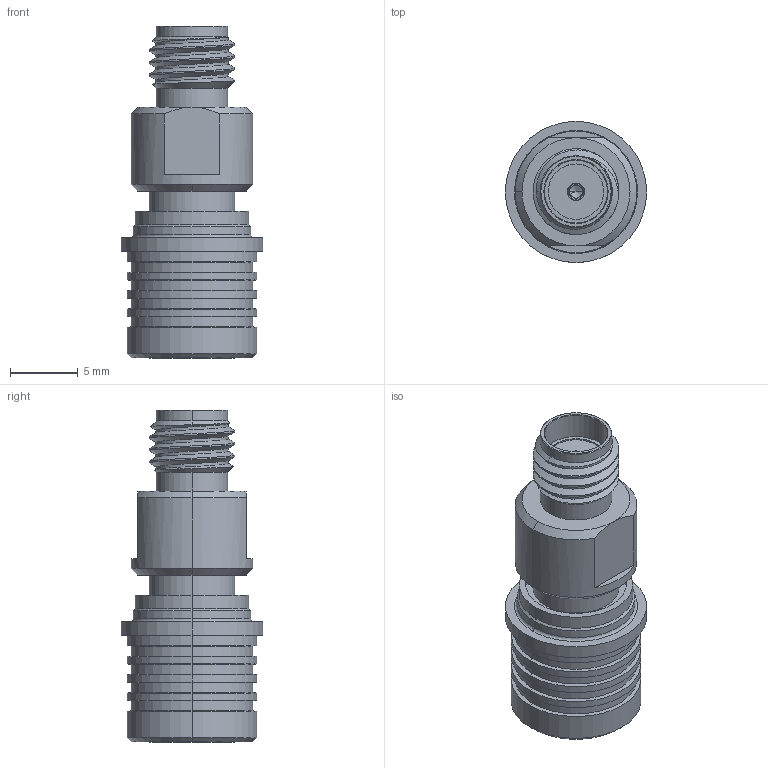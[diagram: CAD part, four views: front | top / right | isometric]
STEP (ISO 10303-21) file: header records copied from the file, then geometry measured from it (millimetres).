
FILE_DESCRIPTION (( 'STEP AP203' ), '1' );
FILE_NAME ('LCAD9786_3D.STEP', '2022-08-24T22:04:44', ( '' ), ( '' ), 'SwSTEP 2.0', 'SolidWorks 2021', '' );
FILE_SCHEMA (( 'CONFIG_CONTROL_DESIGN' ));
Length unit declared in the file: inch
Products named in the file (1): LCAD9786_3D
Bounding box: 10.45 x 10.45 x 24.56 mm (x, y, z)
Volume: 999.6 mm3; surface area: 1499.3 mm2
Topology: 1 solids, 1 shells, 308 faces, 803 edges, 511 vertices
Faces by surface type: cylinder 104, plane 95, cone 74, bspline 35
Entity records: 10976 total; most frequent: CARTESIAN_POINT 3614, ORIENTED_EDGE 1602, DIRECTION 1472, EDGE_CURVE 801, AXIS2_PLACEMENT_3D 573, VERTEX_POINT 511, LINE 326, VECTOR 326
